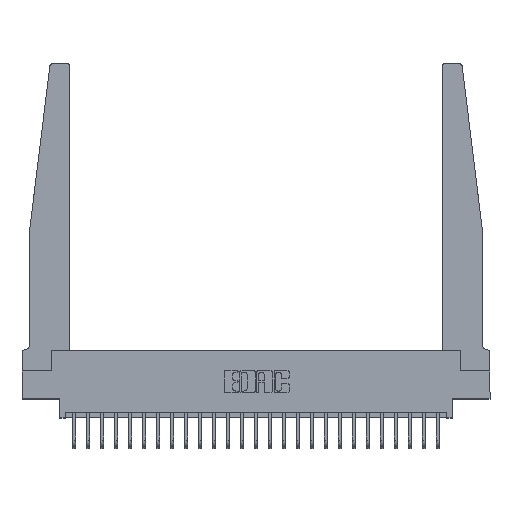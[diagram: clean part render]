
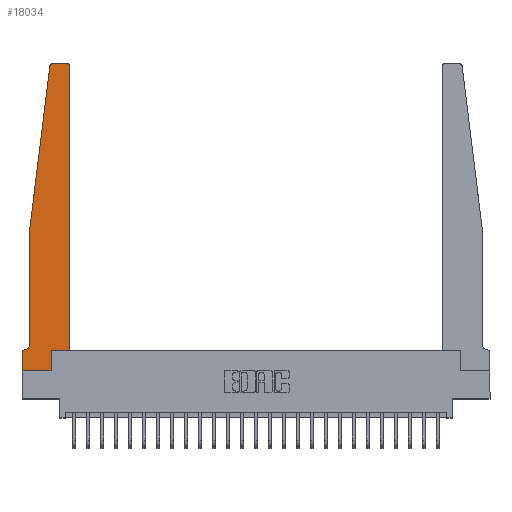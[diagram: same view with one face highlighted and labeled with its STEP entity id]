
A CAD part, top view. The second image highlights one B-rep face of the part: STEP entity #18034.
In plain terms, the highlighted planar face has unit normal (0, 0, 1).
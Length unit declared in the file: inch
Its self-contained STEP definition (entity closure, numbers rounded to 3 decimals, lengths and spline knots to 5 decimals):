
#106 = VERTEX_POINT ( 'NONE', #4995 ) ;
#801 = EDGE_LOOP ( 'NONE', ( #23553, #22446, #14904, #12951, #1865, #4750, #2618, #14459, #6541, #11900, #19981, #6479 ) ) ;
#1063 = FACE_OUTER_BOUND ( 'NONE', #801, .T. ) ;
#1387 = VERTEX_POINT ( 'NONE', #12353 ) ;
#1865 = ORIENTED_EDGE ( 'NONE', *, *, #21741, .T. ) ;
#2317 = CARTESIAN_POINT ( 'NONE',  ( 0.065, 1.25, 0.37 ) ) ;
#2362 = LINE ( 'NONE', #4322, #23022 ) ;
#2415 = VERTEX_POINT ( 'NONE', #13147 ) ;
#2564 = EDGE_CURVE ( 'NONE', #7021, #22453, #21334, .T. ) ;
#2589 = VECTOR ( 'NONE', #3362, 39.37008 ) ;
#2618 = ORIENTED_EDGE ( 'NONE', *, *, #12973, .T. ) ;
#3340 = VECTOR ( 'NONE', #17236, 39.37008 ) ;
#3362 = DIRECTION ( 'NONE',  ( 0., 1., 0. ) ) ;
#3476 = VERTEX_POINT ( 'NONE', #23939 ) ;
#3970 = EDGE_CURVE ( 'NONE', #22915, #2415, #14474, .T. ) ;
#4009 = VERTEX_POINT ( 'NONE', #18996 ) ;
#4103 = EDGE_CURVE ( 'NONE', #22453, #106, #2362, .T. ) ;
#4322 = CARTESIAN_POINT ( 'NONE',  ( 0.425, 0.18, 0.37 ) ) ;
#4331 = VECTOR ( 'NONE', #14986, 39.37008 ) ;
#4345 = DIRECTION ( 'NONE',  ( -0.122, -0.992, 0. ) ) ;
#4583 = CARTESIAN_POINT ( 'NONE',  ( 0.425, 0.18, 0.37 ) ) ;
#4750 = ORIENTED_EDGE ( 'NONE', *, *, #11050, .T. ) ;
#4995 = CARTESIAN_POINT ( 'NONE',  ( 0.425, 2.72, 0.37 ) ) ;
#5328 = CARTESIAN_POINT ( 'NONE',  ( 0.2605, 0.18, 0.37 ) ) ;
#6163 = LINE ( 'NONE', #22939, #15790 ) ;
#6358 = VERTEX_POINT ( 'NONE', #13730 ) ;
#6389 = EDGE_CURVE ( 'NONE', #15643, #4009, #6163, .T. ) ;
#6479 = ORIENTED_EDGE ( 'NONE', *, *, #14781, .T. ) ;
#6541 = ORIENTED_EDGE ( 'NONE', *, *, #10602, .T. ) ;
#6845 = DIRECTION ( 'NONE',  ( 1., 0., 0. ) ) ;
#7021 = VERTEX_POINT ( 'NONE', #20443 ) ;
#8096 = VECTOR ( 'NONE', #18351, 39.37008 ) ;
#8163 = LINE ( 'NONE', #2317, #3340 ) ;
#8525 = PLANE ( 'NONE',  #11737 ) ;
#8656 = CARTESIAN_POINT ( 'NONE',  ( 0.24675, 2.72367, 0.37 ) ) ;
#8695 = CARTESIAN_POINT ( 'NONE',  ( 0.065, 0.1875, 0.37 ) ) ;
#8984 = CARTESIAN_POINT ( 'NONE',  ( 0.065, 0.2375, 0.37 ) ) ;
#10602 = EDGE_CURVE ( 'NONE', #3476, #7021, #17913, .T. ) ;
#10870 = DIRECTION ( 'NONE',  ( 1., 0., 0. ) ) ;
#11050 = EDGE_CURVE ( 'NONE', #1387, #6358, #12383, .T. ) ;
#11251 = CIRCLE ( 'NONE', #23780, 0.03 ) ;
#11737 = AXIS2_PLACEMENT_3D ( 'NONE', #19792, #16253, #21996 ) ;
#11900 = ORIENTED_EDGE ( 'NONE', *, *, #2564, .T. ) ;
#12174 = CIRCLE ( 'NONE', #19191, 0.03 ) ;
#12353 = CARTESIAN_POINT ( 'NONE',  ( 0.015, 0.1875, 0.37 ) ) ;
#12383 = LINE ( 'NONE', #8695, #15070 ) ;
#12951 = ORIENTED_EDGE ( 'NONE', *, *, #23594, .T. ) ;
#12973 = EDGE_CURVE ( 'NONE', #6358, #16242, #15014, .T. ) ;
#12975 = CIRCLE ( 'NONE', #22366, 0.05 ) ;
#13147 = CARTESIAN_POINT ( 'NONE',  ( 0.27653, 2.75, 0.37 ) ) ;
#13730 = CARTESIAN_POINT ( 'NONE',  ( 0., 0.1875, 0.37 ) ) ;
#13981 = DIRECTION ( 'NONE',  ( 1., 0., 0. ) ) ;
#14174 = DIRECTION ( 'NONE',  ( 0., 0., 1. ) ) ;
#14459 = ORIENTED_EDGE ( 'NONE', *, *, #18148, .T. ) ;
#14474 = LINE ( 'NONE', #21953, #19501 ) ;
#14631 = CARTESIAN_POINT ( 'NONE',  ( 0., 0., 0.37 ) ) ;
#14781 = EDGE_CURVE ( 'NONE', #106, #22915, #11251, .T. ) ;
#14840 = CARTESIAN_POINT ( 'NONE',  ( 0.425, 0.18, 0.37 ) ) ;
#14904 = ORIENTED_EDGE ( 'NONE', *, *, #6389, .T. ) ;
#14932 = CARTESIAN_POINT ( 'NONE',  ( 0.395, 2.75, 0.37 ) ) ;
#14986 = DIRECTION ( 'NONE',  ( 1., 0., 0. ) ) ;
#15014 = LINE ( 'NONE', #15146, #8096 ) ;
#15070 = VECTOR ( 'NONE', #16314, 39.37008 ) ;
#15146 = CARTESIAN_POINT ( 'NONE',  ( 0., 0., 0.37 ) ) ;
#15643 = VERTEX_POINT ( 'NONE', #8656 ) ;
#15790 = VECTOR ( 'NONE', #4345, 39.37008 ) ;
#16242 = VERTEX_POINT ( 'NONE', #18425 ) ;
#16253 = DIRECTION ( 'NONE',  ( 0., 0., 1. ) ) ;
#16314 = DIRECTION ( 'NONE',  ( -1., 0., 0. ) ) ;
#16412 = CARTESIAN_POINT ( 'NONE',  ( 0.27653, 2.72, 0.37 ) ) ;
#16506 = DIRECTION ( 'NONE',  ( 0., 0., 1. ) ) ;
#16786 = DIRECTION ( 'NONE',  ( -1., 0., 0. ) ) ;
#17236 = DIRECTION ( 'NONE',  ( 0., -1., 0. ) ) ;
#17467 = VECTOR ( 'NONE', #13981, 39.37008 ) ;
#17913 = LINE ( 'NONE', #5328, #2589 ) ;
#18034 = ADVANCED_FACE ( 'NONE', ( #1063 ), #8525, .T. ) ;
#18148 = EDGE_CURVE ( 'NONE', #16242, #3476, #24191, .T. ) ;
#18351 = DIRECTION ( 'NONE',  ( 0., -1., 0. ) ) ;
#18398 = DIRECTION ( 'NONE',  ( -1., 0., 0. ) ) ;
#18425 = CARTESIAN_POINT ( 'NONE',  ( 0., 0., 0.37 ) ) ;
#18807 = EDGE_CURVE ( 'NONE', #2415, #15643, #12174, .T. ) ;
#18996 = CARTESIAN_POINT ( 'NONE',  ( 0.065, 1.25, 0.37 ) ) ;
#19191 = AXIS2_PLACEMENT_3D ( 'NONE', #16412, #14174, #6845 ) ;
#19501 = VECTOR ( 'NONE', #18398, 39.37008 ) ;
#19792 = CARTESIAN_POINT ( 'NONE',  ( 0., 0.1875, 0.37 ) ) ;
#19981 = ORIENTED_EDGE ( 'NONE', *, *, #4103, .T. ) ;
#20443 = CARTESIAN_POINT ( 'NONE',  ( 0.2605, 0.18, 0.37 ) ) ;
#20581 = DIRECTION ( 'NONE',  ( 0., 0., -1. ) ) ;
#20724 = DIRECTION ( 'NONE',  ( 0., 1., 0. ) ) ;
#21334 = LINE ( 'NONE', #4583, #17467 ) ;
#21741 = EDGE_CURVE ( 'NONE', #22423, #1387, #12975, .T. ) ;
#21953 = CARTESIAN_POINT ( 'NONE',  ( 0.25, 2.75, 0.37 ) ) ;
#21996 = DIRECTION ( 'NONE',  ( 1., 0., 0. ) ) ;
#22126 = CARTESIAN_POINT ( 'NONE',  ( 0.395, 2.72, 0.37 ) ) ;
#22366 = AXIS2_PLACEMENT_3D ( 'NONE', #22536, #20581, #16786 ) ;
#22423 = VERTEX_POINT ( 'NONE', #8984 ) ;
#22446 = ORIENTED_EDGE ( 'NONE', *, *, #18807, .T. ) ;
#22453 = VERTEX_POINT ( 'NONE', #14840 ) ;
#22536 = CARTESIAN_POINT ( 'NONE',  ( 0.015, 0.2375, 0.37 ) ) ;
#22915 = VERTEX_POINT ( 'NONE', #14932 ) ;
#22939 = CARTESIAN_POINT ( 'NONE',  ( 0.065, 1.25, 0.37 ) ) ;
#23022 = VECTOR ( 'NONE', #20724, 39.37008 ) ;
#23553 = ORIENTED_EDGE ( 'NONE', *, *, #3970, .T. ) ;
#23594 = EDGE_CURVE ( 'NONE', #4009, #22423, #8163, .T. ) ;
#23780 = AXIS2_PLACEMENT_3D ( 'NONE', #22126, #16506, #10870 ) ;
#23939 = CARTESIAN_POINT ( 'NONE',  ( 0.2605, 0., 0.37 ) ) ;
#24191 = LINE ( 'NONE', #14631, #4331 ) ;
